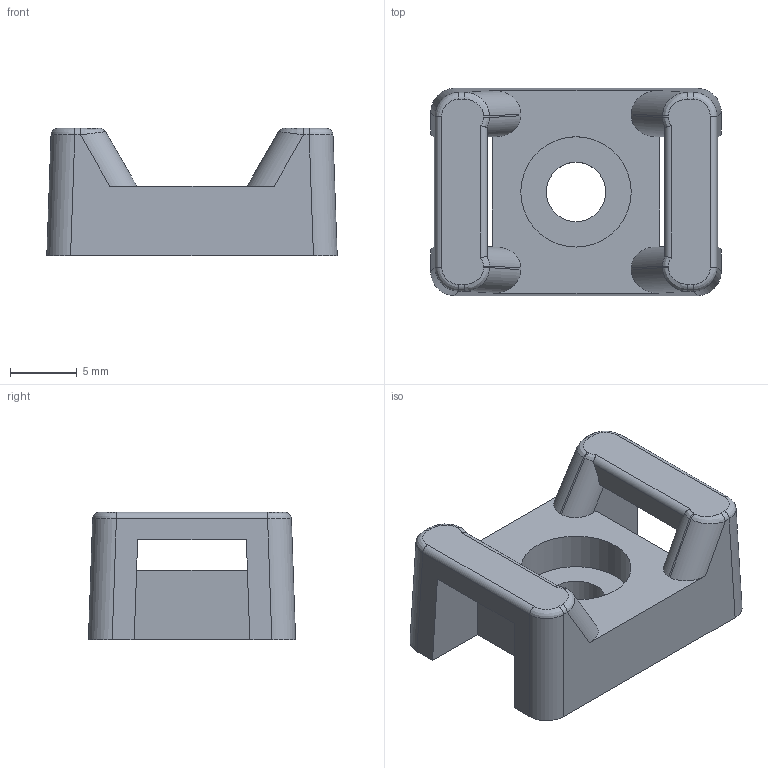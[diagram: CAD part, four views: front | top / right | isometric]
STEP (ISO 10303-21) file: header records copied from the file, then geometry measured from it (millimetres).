
FILE_DESCRIPTION(/* description */ (''),/* implementation_level */ '2;1');
FILE_NAME(/* name */ 'TM3S8-C76 RVU 11-16-2021.stp',/* time_stamp */ '2021-11-16T13:29:03-05:00',/* author */ (''),/* organization */ (''),/* preprocessor_version */ 'ST-DEVELOPER v16.7',/* originating_system */ 'SIEMENS PLM Software NX 1926',/* authorisation */ '');
FILE_SCHEMA (('AP203_CONFIGURATION_CONTROLLED_3D_DESIGN_OF_MECHANICAL_PARTS_AND_ASSEMBLIES_MIM_LF { 1 0 10303 403 2 1 2}'));
Length unit declared in the file: inch
Products named in the file (1): 114160_A-TM3S8-C76
Bounding box: 21.72 x 15.49 x 9.53 mm (x, y, z)
Volume: 1515.1 mm3; surface area: 1420.9 mm2
Topology: 1 solids, 1 shells, 61 faces, 192 edges, 157 vertices
Faces by surface type: cylinder 26, plane 23, bspline 12
Full cylindrical faces by diameter (mm): 4.445 x1, 8.255 x1
Entity records: 2406 total; most frequent: CARTESIAN_POINT 573, DIRECTION 350, ORIENTED_EDGE 328, EDGE_CURVE 164, AXIS2_PLACEMENT_3D 118, LINE 114, VECTOR 114, VERTEX_POINT 104
